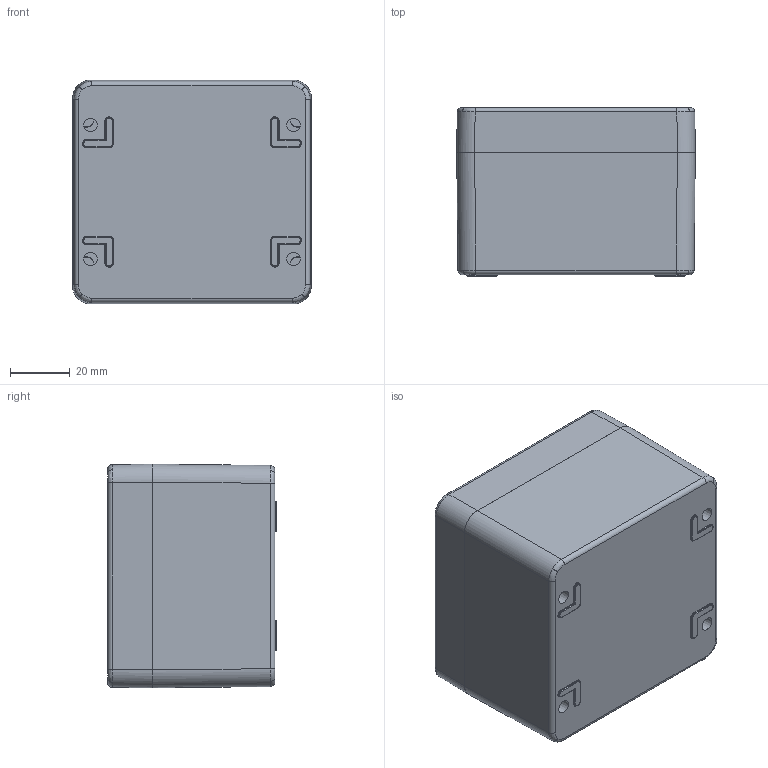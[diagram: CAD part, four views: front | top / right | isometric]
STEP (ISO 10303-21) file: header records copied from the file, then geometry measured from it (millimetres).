
FILE_DESCRIPTION(/* description */ ('Polyester-Gehäuse 80x75x55 mm'),/* implementation_level */ '2;1');
FILE_NAME(/* name */ '07080806010-RST.stp',/* time_stamp */ '2021-09-02T14:14:56+02:00',/* author */ ('sl'),/* organization */ (''),/* preprocessor_version */ 'ST-DEVELOPER v16.5',/* originating_system */ 'Autodesk Inventor 2017',/* authorisation */ '');
FILE_SCHEMA (('AUTOMOTIVE_DESIGN { 1 0 10303 214 3 1 1 }'));
Length unit declared in the file: millimetre
Products named in the file (9): 07_080806_010; 07_080806_010_1; 07_080806_010_2; 86221_Standard; 21231-Unterteil_Standard; 86220_Standard; 86223_Standard; 07_080806_010_3; Dichtlippe-Polyester-Gehäuse-03-BT-0003-07_080806_
010
Assembly tree (18 placements, depth 3):
  07_080806_010
    07_080806_010_1
    07_080806_010_2
      86223_Standard  x4
      86221_Standard  x2
      86220_Standard  x4
      21231-Unterteil_Standard
    07_080806_010_3  x4
    Dichtlippe-Polyester-Gehäuse-03-BT-0003-07_080806_
010
Bounding box: 80 x 56.5 x 75 mm (x, y, z)
Volume: 144457.3 mm3; surface area: 66187 mm2
Topology: 17 solids, 17 shells, 892 faces, 2158 edges, 1326 vertices
Faces by surface type: plane 314, cylinder 180, bspline 164, cone 142, torus 88, sphere 4
Full cylindrical faces by diameter (mm): 2.5 x4, 3.3 x6, 3.5 x8, 3.52 x4, 3.8 x4, 4 x4, 5 x6, 5.5 x4
Entity records: 25334 total; most frequent: CARTESIAN_POINT 10889, DIRECTION 3026, ORIENTED_EDGE 2888, EDGE_CURVE 1444, AXIS2_PLACEMENT_3D 1272, VERTEX_POINT 918, EDGE_LOOP 796, FACE_OUTER_BOUND 659
